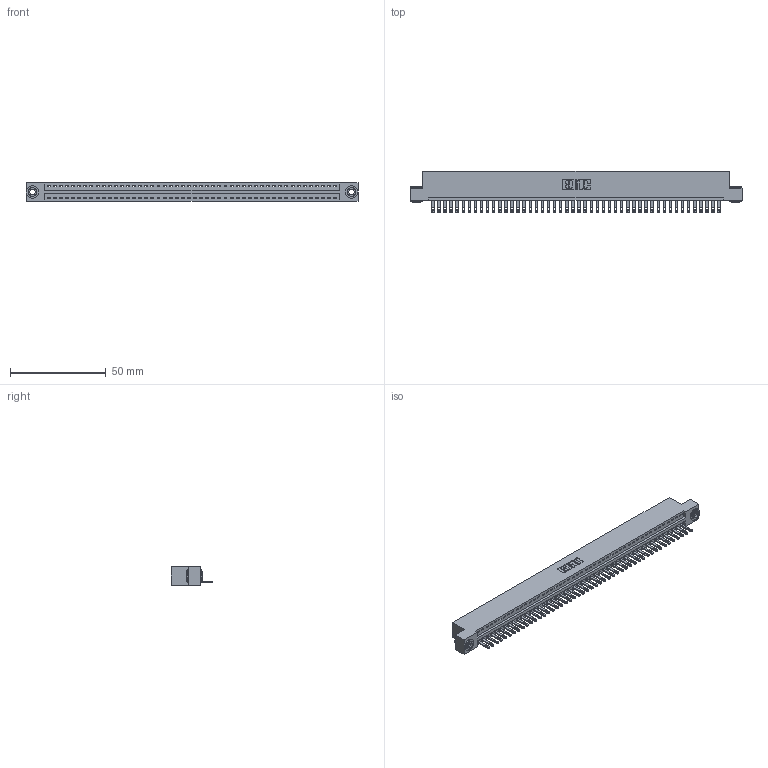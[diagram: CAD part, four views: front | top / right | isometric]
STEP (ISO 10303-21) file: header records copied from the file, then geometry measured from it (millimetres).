
FILE_DESCRIPTION (( 'STEP AP203' ), '1' );
FILE_NAME ('346-048-500-103.STEP', '2018-08-25T08:25:20', ( '' ), ( '' ), 'SwSTEP 2.0', 'SolidWorks 2016', '' );
FILE_SCHEMA (( 'CONFIG_CONTROL_DESIGN' ));
Length unit declared in the file: inch
Products named in the file (4): 345-250-002_345-250-002-102; 346-048-500-103; 346 Part_Flush Mounting Lugs - 0.156 Dia-TH; 345-292-001_345-293-100
Assembly tree (51 placements, depth 2):
  346-048-500-103
    346 Part_Flush Mounting Lugs - 0.156 Dia-TH
    345-292-001_345-293-100  x48
    345-250-002_345-250-002-102  x2
Bounding box: 172.97 x 21.84 x 9.4 mm (x, y, z)
Volume: 16647.9 mm3; surface area: 21203.5 mm2
Topology: 51 solids, 51 shells, 2752 faces, 8469 edges, 5642 vertices
Faces by surface type: plane 1718, cylinder 1026, cone 8
Entity records: 29562 total; most frequent: CARTESIAN_POINT 5043, ORIENTED_EDGE 5018, DIRECTION 4475, EDGE_CURVE 2509, VECTOR 2157, LINE 2157, VERTEX_POINT 1670, AXIS2_PLACEMENT_3D 1159
